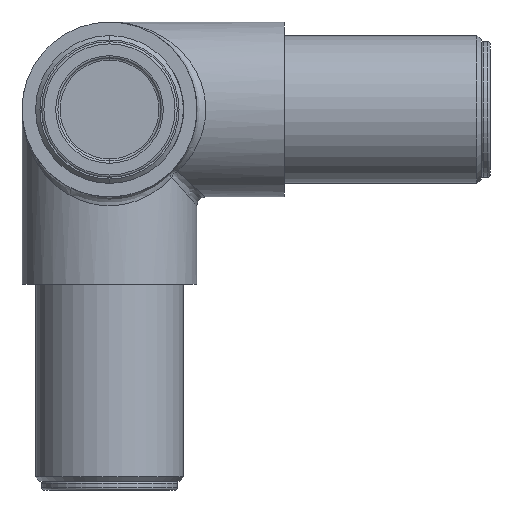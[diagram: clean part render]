
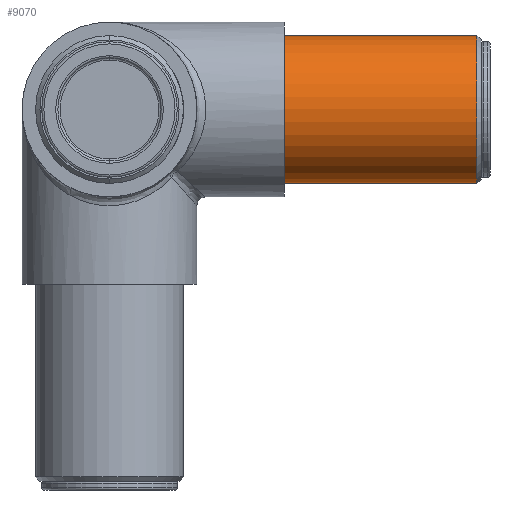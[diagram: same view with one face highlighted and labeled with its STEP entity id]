
A CAD part, front view. The second image highlights one B-rep face of the part: STEP entity #9070.
In plain terms, the highlighted cylindrical face has radius 16.9 mm (diameter 33.8 mm), a partial arc.
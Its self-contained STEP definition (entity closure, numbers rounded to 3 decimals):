
#164 = VECTOR ( 'NONE', #9034, 1000. ) ;
#277 = EDGE_LOOP ( 'NONE', ( #8335, #1916, #3875, #959 ) ) ;
#866 = VERTEX_POINT ( 'NONE', #8102 ) ;
#959 = ORIENTED_EDGE ( 'NONE', *, *, #11371, .T. ) ;
#1146 = EDGE_CURVE ( 'NONE', #2979, #2009, #3425, .T. ) ;
#1234 = CYLINDRICAL_SURFACE ( 'NONE', #4769, 16.9 ) ;
#1259 = DIRECTION ( 'NONE',  ( 0., 0., -1. ) ) ;
#1324 = DIRECTION ( 'NONE',  ( 1., 0., 0. ) ) ;
#1475 = AXIS2_PLACEMENT_3D ( 'NONE', #11942, #1324, #1259 ) ;
#1916 = ORIENTED_EDGE ( 'NONE', *, *, #2081, .T. ) ;
#2009 = VERTEX_POINT ( 'NONE', #3595 ) ;
#2081 = EDGE_CURVE ( 'NONE', #2979, #6038, #11909, .T. ) ;
#2406 = CARTESIAN_POINT ( 'NONE',  ( 31.309, 39.838, 38.169 ) ) ;
#2421 = LINE ( 'NONE', #9844, #164 ) ;
#2529 = DIRECTION ( 'NONE',  ( -1., 0., 0. ) ) ;
#2872 = AXIS2_PLACEMENT_3D ( 'NONE', #2406, #2529, #6353 ) ;
#2979 = VERTEX_POINT ( 'NONE', #6315 ) ;
#3425 = LINE ( 'NONE', #11981, #4850 ) ;
#3545 = DIRECTION ( 'NONE',  ( -1., 0., 0. ) ) ;
#3595 = CARTESIAN_POINT ( 'NONE',  ( -12.691, 39.838, 21.269 ) ) ;
#3875 = ORIENTED_EDGE ( 'NONE', *, *, #8959, .T. ) ;
#4769 = AXIS2_PLACEMENT_3D ( 'NONE', #12160, #3545, #11340 ) ;
#4850 = VECTOR ( 'NONE', #9091, 1000. ) ;
#6010 = FACE_OUTER_BOUND ( 'NONE', #277, .T. ) ;
#6038 = VERTEX_POINT ( 'NONE', #9722 ) ;
#6315 = CARTESIAN_POINT ( 'NONE',  ( 31.309, 39.838, 21.269 ) ) ;
#6353 = DIRECTION ( 'NONE',  ( 0., 0., -1. ) ) ;
#6480 = CIRCLE ( 'NONE', #1475, 16.9 ) ;
#8102 = CARTESIAN_POINT ( 'NONE',  ( -12.691, 39.838, 55.069 ) ) ;
#8335 = ORIENTED_EDGE ( 'NONE', *, *, #1146, .F. ) ;
#8959 = EDGE_CURVE ( 'NONE', #6038, #866, #2421, .T. ) ;
#9034 = DIRECTION ( 'NONE',  ( -1., 0., 0. ) ) ;
#9070 = ADVANCED_FACE ( 'NONE', ( #6010 ), #1234, .T. ) ;
#9091 = DIRECTION ( 'NONE',  ( -1., 0., 0. ) ) ;
#9722 = CARTESIAN_POINT ( 'NONE',  ( 31.309, 39.838, 55.069 ) ) ;
#9844 = CARTESIAN_POINT ( 'NONE',  ( 32.309, 39.838, 55.069 ) ) ;
#11340 = DIRECTION ( 'NONE',  ( 0., 0., 1. ) ) ;
#11371 = EDGE_CURVE ( 'NONE', #866, #2009, #6480, .T. ) ;
#11909 = CIRCLE ( 'NONE', #2872, 16.9 ) ;
#11942 = CARTESIAN_POINT ( 'NONE',  ( -12.691, 39.838, 38.169 ) ) ;
#11981 = CARTESIAN_POINT ( 'NONE',  ( 32.309, 39.838, 21.269 ) ) ;
#12160 = CARTESIAN_POINT ( 'NONE',  ( 32.309, 39.838, 38.169 ) ) ;
